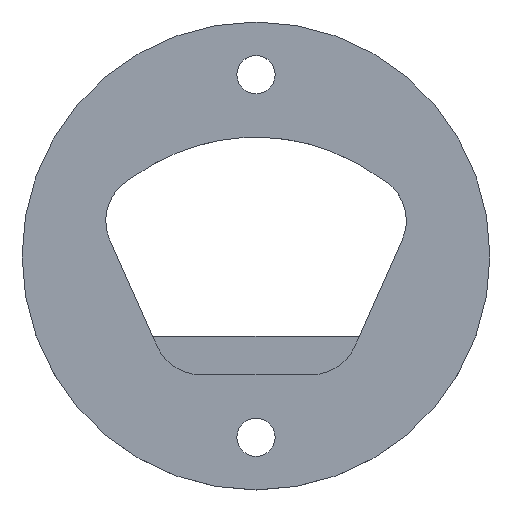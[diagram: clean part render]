
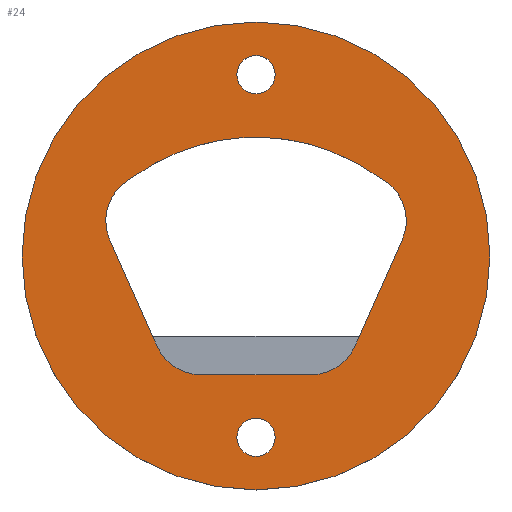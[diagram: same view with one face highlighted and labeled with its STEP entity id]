
A CAD part, top view. The second image highlights one B-rep face of the part: STEP entity #24.
In plain terms, the highlighted planar face has unit normal (0, 0, 1).
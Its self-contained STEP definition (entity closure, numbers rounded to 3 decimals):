
#14=FACE_BOUND('',#61,.T.);
#15=FACE_BOUND('',#62,.T.);
#16=FACE_BOUND('',#63,.T.);
#24=ADVANCED_FACE('',(#42,#14,#15,#16),#313,.T.);
#42=FACE_OUTER_BOUND('',#60,.T.);
#60=EDGE_LOOP('',(#97,#98));
#61=EDGE_LOOP('',(#99,#100,#101,#102,#103,#104,#105,#106));
#62=EDGE_LOOP('',(#107,#108));
#63=EDGE_LOOP('',(#109,#110));
#97=ORIENTED_EDGE('',*,*,#210,.F.);
#98=ORIENTED_EDGE('',*,*,#172,.F.);
#99=ORIENTED_EDGE('',*,*,#190,.T.);
#100=ORIENTED_EDGE('',*,*,#193,.T.);
#101=ORIENTED_EDGE('',*,*,#201,.F.);
#102=ORIENTED_EDGE('',*,*,#182,.F.);
#103=ORIENTED_EDGE('',*,*,#202,.T.);
#104=ORIENTED_EDGE('',*,*,#199,.T.);
#105=ORIENTED_EDGE('',*,*,#184,.T.);
#106=ORIENTED_EDGE('',*,*,#196,.T.);
#107=ORIENTED_EDGE('',*,*,#203,.T.);
#108=ORIENTED_EDGE('',*,*,#213,.T.);
#109=ORIENTED_EDGE('',*,*,#206,.T.);
#110=ORIENTED_EDGE('',*,*,#216,.T.);
#172=EDGE_CURVE('',#280,#304,#248,.T.);
#182=EDGE_CURVE('',#288,#282,#238,.T.);
#184=EDGE_CURVE('',#296,#297,#250,.T.);
#190=EDGE_CURVE('',#298,#299,#252,.T.);
#193=EDGE_CURVE('',#299,#283,#227,.T.);
#196=EDGE_CURVE('',#297,#298,#230,.T.);
#199=EDGE_CURVE('',#286,#296,#233,.T.);
#201=EDGE_CURVE('',#282,#283,#235,.T.);
#202=EDGE_CURVE('',#288,#286,#236,.T.);
#203=EDGE_CURVE('',#300,#306,#254,.T.);
#206=EDGE_CURVE('',#302,#308,#256,.T.);
#210=EDGE_CURVE('',#304,#280,#258,.T.);
#213=EDGE_CURVE('',#306,#300,#260,.T.);
#216=EDGE_CURVE('',#308,#302,#262,.T.);
#227=B_SPLINE_CURVE_WITH_KNOTS('',1,(#632,#633),.UNSPECIFIED.,.F.,.F.,(2,
2),(358.51,358.793),.UNSPECIFIED.);
#230=B_SPLINE_CURVE_WITH_KNOTS('',1,(#638,#639,#640),.UNSPECIFIED.,.F.,
 .F.,(2,1,2),(341.193,346.97,352.747),
 .UNSPECIFIED.);
#233=B_SPLINE_CURVE_WITH_KNOTS('',1,(#645,#646),.UNSPECIFIED.,.F.,.F.,(2,
2),(382.09,382.374),.UNSPECIFIED.);
#235=B_SPLINE_CURVE_WITH_KNOTS('',1,(#649,#650,#651),.UNSPECIFIED.,.F.,
 .F.,(2,1,2),(153.823,161.501,164.86),
 .UNSPECIFIED.);
#236=B_SPLINE_CURVE_WITH_KNOTS('',1,(#652,#653,#654),.UNSPECIFIED.,.F.,
 .F.,(2,1,2),(-197.505,-189.827,-186.468),
 .UNSPECIFIED.);
#238=(
BOUNDED_CURVE()
B_SPLINE_CURVE(2,(#591,#592,#593,#594,#595,#596,#597,#598,#599),
 .UNSPECIFIED.,.F.,.F.)
B_SPLINE_CURVE_WITH_KNOTS((3,2,2,2,3),(197.505,204.268,
221.666,239.065,245.828),.UNSPECIFIED.)
CURVE()
GEOMETRIC_REPRESENTATION_ITEM()
RATIONAL_B_SPLINE_CURVE((1.,0.78,1.,1.,1.,1.,1.,0.78,
1.))
REPRESENTATION_ITEM('')
);
#248=TRIMMED_CURVE($,#264,(#570),(#571),.T.,.CARTESIAN.);
#250=TRIMMED_CURVE($,#266,(#610),(#611),.T.,.CARTESIAN.);
#252=TRIMMED_CURVE($,#268,(#625),(#626),.T.,.CARTESIAN.);
#254=TRIMMED_CURVE($,#270,(#656),(#657),.T.,.CARTESIAN.);
#256=TRIMMED_CURVE($,#272,(#664),(#665),.T.,.CARTESIAN.);
#258=TRIMMED_CURVE($,#274,(#674),(#675),.T.,.CARTESIAN.);
#260=TRIMMED_CURVE($,#276,(#682),(#683),.T.,.CARTESIAN.);
#262=TRIMMED_CURVE($,#278,(#690),(#691),.T.,.CARTESIAN.);
#264=CIRCLE('',#433,24.482);
#266=CIRCLE('',#435,5.);
#268=CIRCLE('',#437,5.);
#270=CIRCLE('',#439,2.);
#272=CIRCLE('',#441,2.);
#274=CIRCLE('',#443,24.482);
#276=CIRCLE('',#445,2.);
#278=CIRCLE('',#447,2.);
#280=VERTEX_POINT('',#539);
#282=VERTEX_POINT('',#541);
#283=VERTEX_POINT('',#542);
#286=VERTEX_POINT('',#545);
#288=VERTEX_POINT('',#547);
#296=VERTEX_POINT('',#555);
#297=VERTEX_POINT('',#556);
#298=VERTEX_POINT('',#557);
#299=VERTEX_POINT('',#558);
#300=VERTEX_POINT('',#559);
#302=VERTEX_POINT('',#561);
#304=VERTEX_POINT('',#563);
#306=VERTEX_POINT('',#565);
#308=VERTEX_POINT('',#567);
#313=PLANE('',#419);
#419=AXIS2_PLACEMENT_3D('',#525,#455,$);
#433=AXIS2_PLACEMENT_3D($,#569,#469,#470);
#435=AXIS2_PLACEMENT_3D($,#609,#473,#474);
#437=AXIS2_PLACEMENT_3D($,#624,#477,#478);
#439=AXIS2_PLACEMENT_3D($,#655,#481,#482);
#441=AXIS2_PLACEMENT_3D($,#663,#485,#486);
#443=AXIS2_PLACEMENT_3D($,#673,#489,#490);
#445=AXIS2_PLACEMENT_3D($,#681,#493,#494);
#447=AXIS2_PLACEMENT_3D($,#689,#497,#498);
#455=DIRECTION('',(0.,0.,1.));
#469=DIRECTION('',(0.,0.,-1.));
#470=DIRECTION('',(-1.,0.,0.));
#473=DIRECTION('',(0.,0.,-1.));
#474=DIRECTION('',(0.914,-0.406,0.));
#477=DIRECTION('',(0.,0.,-1.));
#478=DIRECTION('',(0.,-1.,0.));
#481=DIRECTION('',(0.,0.,-1.));
#482=DIRECTION('',(1.,0.,0.));
#485=DIRECTION('',(0.,0.,-1.));
#486=DIRECTION('',(1.,0.,0.));
#489=DIRECTION('',(0.,0.,-1.));
#490=DIRECTION('',(1.,0.,0.));
#493=DIRECTION('',(0.,0.,-1.));
#494=DIRECTION('',(-1.,0.,0.));
#497=DIRECTION('',(0.,0.,-1.));
#498=DIRECTION('',(-1.,0.,0.));
#525=CARTESIAN_POINT('',(-480.551,172.747,12.));
#539=CARTESIAN_POINT('',(-474.43,142.145,12.));
#541=CARTESIAN_POINT('',(-465.235,143.808,12.));
#542=CARTESIAN_POINT('',(-460.753,133.723,12.));
#545=CARTESIAN_POINT('',(-439.145,133.723,12.));
#547=CARTESIAN_POINT('',(-434.662,143.808,12.));
#555=CARTESIAN_POINT('',(-439.603,132.692,12.));
#556=CARTESIAN_POINT('',(-444.172,129.723,12.));
#557=CARTESIAN_POINT('',(-455.726,129.723,12.));
#558=CARTESIAN_POINT('',(-460.295,132.692,12.));
#559=CARTESIAN_POINT('',(-447.949,161.127,12.));
#561=CARTESIAN_POINT('',(-447.949,123.162,12.));
#563=CARTESIAN_POINT('',(-425.467,142.145,12.));
#565=CARTESIAN_POINT('',(-451.949,161.127,12.));
#567=CARTESIAN_POINT('',(-451.949,123.162,12.));
#569=CARTESIAN_POINT('',(-449.949,142.145,12.));
#570=CARTESIAN_POINT('',(-474.43,142.145,12.));
#571=CARTESIAN_POINT('',(-425.467,142.145,12.));
#591=CARTESIAN_POINT('',(-434.662,143.808,12.));
#592=CARTESIAN_POINT('',(-433.032,147.475,12.));
#593=CARTESIAN_POINT('',(-436.26,149.86,12.));
#594=CARTESIAN_POINT('',(-442.628,154.567,12.));
#595=CARTESIAN_POINT('',(-449.949,154.567,12.));
#596=CARTESIAN_POINT('',(-457.269,154.567,12.));
#597=CARTESIAN_POINT('',(-463.638,149.86,12.));
#598=CARTESIAN_POINT('',(-466.865,147.475,12.));
#599=CARTESIAN_POINT('',(-465.235,143.808,12.));
#609=CARTESIAN_POINT('',(-444.172,134.723,12.));
#610=CARTESIAN_POINT('',(-439.603,132.692,12.));
#611=CARTESIAN_POINT('',(-444.172,129.723,12.));
#624=CARTESIAN_POINT('',(-455.726,134.723,12.));
#625=CARTESIAN_POINT('',(-455.726,129.723,12.));
#626=CARTESIAN_POINT('',(-460.295,132.692,12.));
#632=CARTESIAN_POINT('',(-460.295,132.692,12.));
#633=CARTESIAN_POINT('',(-460.753,133.723,12.));
#638=CARTESIAN_POINT('',(-444.172,129.723,12.));
#639=CARTESIAN_POINT('',(-449.949,129.723,12.));
#640=CARTESIAN_POINT('',(-455.726,129.723,12.));
#645=CARTESIAN_POINT('',(-439.145,133.723,12.));
#646=CARTESIAN_POINT('',(-439.603,132.692,12.));
#649=CARTESIAN_POINT('',(-465.235,143.808,12.));
#650=CARTESIAN_POINT('',(-462.117,136.792,12.));
#651=CARTESIAN_POINT('',(-460.753,133.723,12.));
#652=CARTESIAN_POINT('',(-434.662,143.808,12.));
#653=CARTESIAN_POINT('',(-437.78,136.792,12.));
#654=CARTESIAN_POINT('',(-439.145,133.723,12.));
#655=CARTESIAN_POINT('',(-449.949,161.127,12.));
#656=CARTESIAN_POINT('',(-447.949,161.127,12.));
#657=CARTESIAN_POINT('',(-451.949,161.127,12.));
#663=CARTESIAN_POINT('',(-449.949,123.162,12.));
#664=CARTESIAN_POINT('',(-447.949,123.162,12.));
#665=CARTESIAN_POINT('',(-451.949,123.162,12.));
#673=CARTESIAN_POINT('',(-449.949,142.145,12.));
#674=CARTESIAN_POINT('',(-425.467,142.145,12.));
#675=CARTESIAN_POINT('',(-474.43,142.145,12.));
#681=CARTESIAN_POINT('',(-449.949,161.127,12.));
#682=CARTESIAN_POINT('',(-451.949,161.127,12.));
#683=CARTESIAN_POINT('',(-447.949,161.127,12.));
#689=CARTESIAN_POINT('',(-449.949,123.162,12.));
#690=CARTESIAN_POINT('',(-451.949,123.162,12.));
#691=CARTESIAN_POINT('',(-447.949,123.162,12.));
